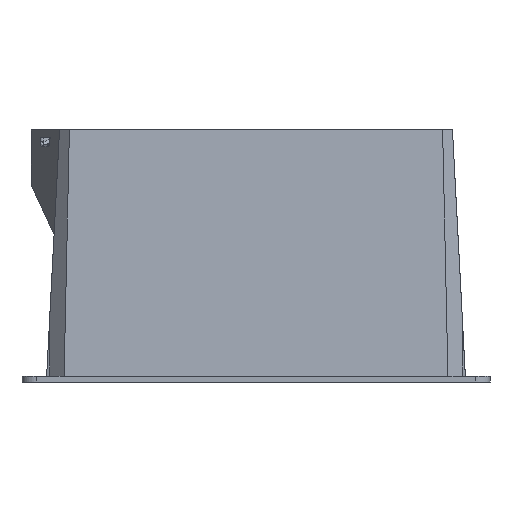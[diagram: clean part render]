
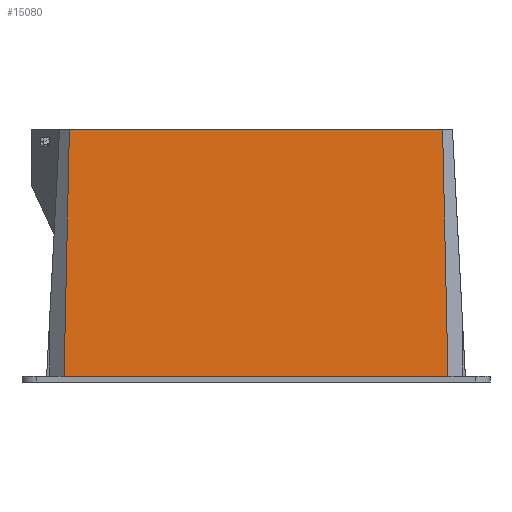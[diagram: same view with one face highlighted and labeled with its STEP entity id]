
A CAD part, front view. The second image highlights one B-rep face of the part: STEP entity #15080.
In plain terms, the highlighted planar face has unit normal (0, -0.999, 0.052).
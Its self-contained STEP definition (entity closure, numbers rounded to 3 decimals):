
#901=PLANE('',#16229);
#1461=FACE_OUTER_BOUND('',#2341,.T.);
#2341=EDGE_LOOP('',(#12170,#12171,#12172,#12173));
#3315=LINE('',#23560,#4645);
#3598=LINE('',#24519,#4928);
#3602=LINE('',#24554,#4932);
#3604=LINE('',#24558,#4934);
#4645=VECTOR('',#18458,10.);
#4928=VECTOR('',#19217,10.);
#4932=VECTOR('',#19253,10.);
#4934=VECTOR('',#19259,10.);
#6592=VERTEX_POINT('',#23557);
#6593=VERTEX_POINT('',#23559);
#6722=VERTEX_POINT('',#24111);
#6844=VERTEX_POINT('',#24511);
#8298=EDGE_CURVE('',#6593,#6592,#3315,.T.);
#8700=EDGE_CURVE('',#6722,#6844,#3598,.T.);
#8714=EDGE_CURVE('',#6722,#6592,#3602,.T.);
#8716=EDGE_CURVE('',#6844,#6593,#3604,.T.);
#12170=ORIENTED_EDGE('',*,*,#8298,.T.);
#12171=ORIENTED_EDGE('',*,*,#8714,.F.);
#12172=ORIENTED_EDGE('',*,*,#8700,.T.);
#12173=ORIENTED_EDGE('',*,*,#8716,.T.);
#15080=ADVANCED_FACE('',(#1461),#901,.T.);
#16229=AXIS2_PLACEMENT_3D('',#24557,#19257,#19258);
#18458=DIRECTION('',(-1.,0.,0.));
#19217=DIRECTION('',(1.,0.,0.));
#19253=DIRECTION('',(0.022,0.052,0.998));
#19257=DIRECTION('center_axis',(0.,-0.999,
0.052));
#19258=DIRECTION('ref_axis',(1.,0.,0.));
#19259=DIRECTION('',(-0.022,0.052,0.998));
#23557=CARTESIAN_POINT('',(-75.758,-134.759,100.));
#23559=CARTESIAN_POINT('',(75.758,-134.759,100.));
#23560=CARTESIAN_POINT('',(85.,-134.759,100.));
#24111=CARTESIAN_POINT('',(-77.929,-140.,0.));
#24511=CARTESIAN_POINT('',(77.929,-140.,0.));
#24519=CARTESIAN_POINT('',(-95.,-140.,0.));
#24554=CARTESIAN_POINT('',(-77.892,-139.912,1.686));
#24557=CARTESIAN_POINT('Origin',(77.929,-140.,0.));
#24558=CARTESIAN_POINT('',(77.927,-139.994,0.108));
